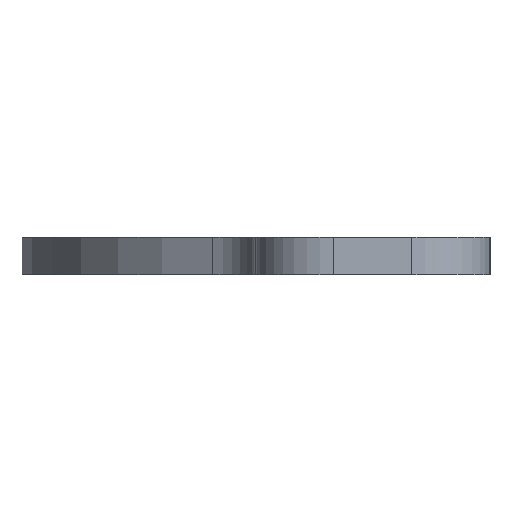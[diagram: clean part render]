
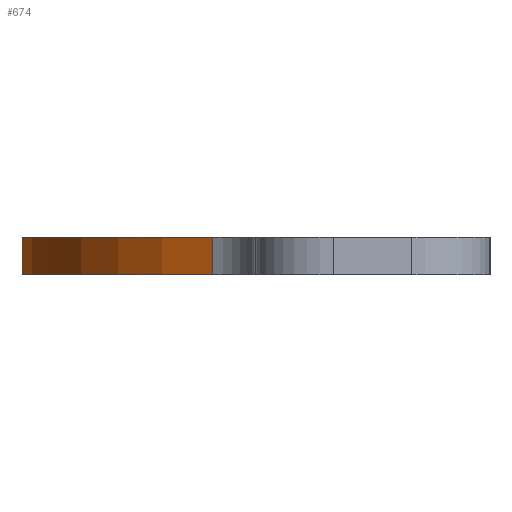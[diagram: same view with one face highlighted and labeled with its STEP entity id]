
A CAD part, left-side view. The second image highlights one B-rep face of the part: STEP entity #674.
In plain terms, the highlighted cylindrical face has radius 28.575 mm (diameter 57.15 mm), a partial arc.
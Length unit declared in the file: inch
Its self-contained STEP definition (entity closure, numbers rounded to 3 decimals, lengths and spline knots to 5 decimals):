
#21 = AXIS2_PLACEMENT_3D ( 'NONE', #863, #770, #168 ) ;
#26 = CARTESIAN_POINT ( 'NONE',  ( 0., 0., 0. ) ) ;
#76 = DIRECTION ( 'NONE',  ( 1., 0., 0. ) ) ;
#106 = EDGE_CURVE ( 'NONE', #471, #851, #302, .T. ) ;
#132 = EDGE_CURVE ( 'NONE', #768, #851, #389, .T. ) ;
#168 = DIRECTION ( 'NONE',  ( 1., 0., 0. ) ) ;
#187 = ORIENTED_EDGE ( 'NONE', *, *, #328, .T. ) ;
#192 = CARTESIAN_POINT ( 'NONE',  ( 1.00206, 0.51136, -0.1196 ) ) ;
#246 = CYLINDRICAL_SURFACE ( 'NONE', #21, 1.125 ) ;
#302 = LINE ( 'NONE', #893, #685 ) ;
#328 = EDGE_CURVE ( 'NONE', #768, #840, #638, .T. ) ;
#357 = DIRECTION ( 'NONE',  ( 0., 0., 1. ) ) ;
#373 = DIRECTION ( 'NONE',  ( 0., 0., 1. ) ) ;
#389 = CIRCLE ( 'NONE', #958, 1.125 ) ;
#444 = DIRECTION ( 'NONE',  ( 1., 0., 0. ) ) ;
#456 = EDGE_LOOP ( 'NONE', ( #864, #187, #725, #463 ) ) ;
#463 = ORIENTED_EDGE ( 'NONE', *, *, #106, .T. ) ;
#471 = VERTEX_POINT ( 'NONE', #961 ) ;
#523 = EDGE_CURVE ( 'NONE', #840, #471, #772, .T. ) ;
#597 = CARTESIAN_POINT ( 'NONE',  ( -1.00206, 0.51136, 0. ) ) ;
#620 = DIRECTION ( 'NONE',  ( 0., 0., 1. ) ) ;
#638 = LINE ( 'NONE', #192, #886 ) ;
#650 = AXIS2_PLACEMENT_3D ( 'NONE', #901, #373, #444 ) ;
#674 = ADVANCED_FACE ( 'NONE', ( #700 ), #246, .T. ) ;
#685 = VECTOR ( 'NONE', #357, 39.37008 ) ;
#700 = FACE_OUTER_BOUND ( 'NONE', #456, .T. ) ;
#725 = ORIENTED_EDGE ( 'NONE', *, *, #523, .T. ) ;
#768 = VERTEX_POINT ( 'NONE', #830 ) ;
#770 = DIRECTION ( 'NONE',  ( 0., 0., 1. ) ) ;
#772 = CIRCLE ( 'NONE', #650, 1.125 ) ;
#830 = CARTESIAN_POINT ( 'NONE',  ( 1.00206, 0.51136, 0. ) ) ;
#840 = VERTEX_POINT ( 'NONE', #975 ) ;
#851 = VERTEX_POINT ( 'NONE', #597 ) ;
#863 = CARTESIAN_POINT ( 'NONE',  ( 0., 0., -0.1196 ) ) ;
#864 = ORIENTED_EDGE ( 'NONE', *, *, #132, .F. ) ;
#886 = VECTOR ( 'NONE', #955, 39.37008 ) ;
#893 = CARTESIAN_POINT ( 'NONE',  ( -1.00206, 0.51136, -0.1196 ) ) ;
#901 = CARTESIAN_POINT ( 'NONE',  ( 0., 0., -0.1196 ) ) ;
#955 = DIRECTION ( 'NONE',  ( 0., 0., -1. ) ) ;
#958 = AXIS2_PLACEMENT_3D ( 'NONE', #26, #620, #76 ) ;
#961 = CARTESIAN_POINT ( 'NONE',  ( -1.00206, 0.51136, -0.1196 ) ) ;
#975 = CARTESIAN_POINT ( 'NONE',  ( 1.00206, 0.51136, -0.1196 ) ) ;
